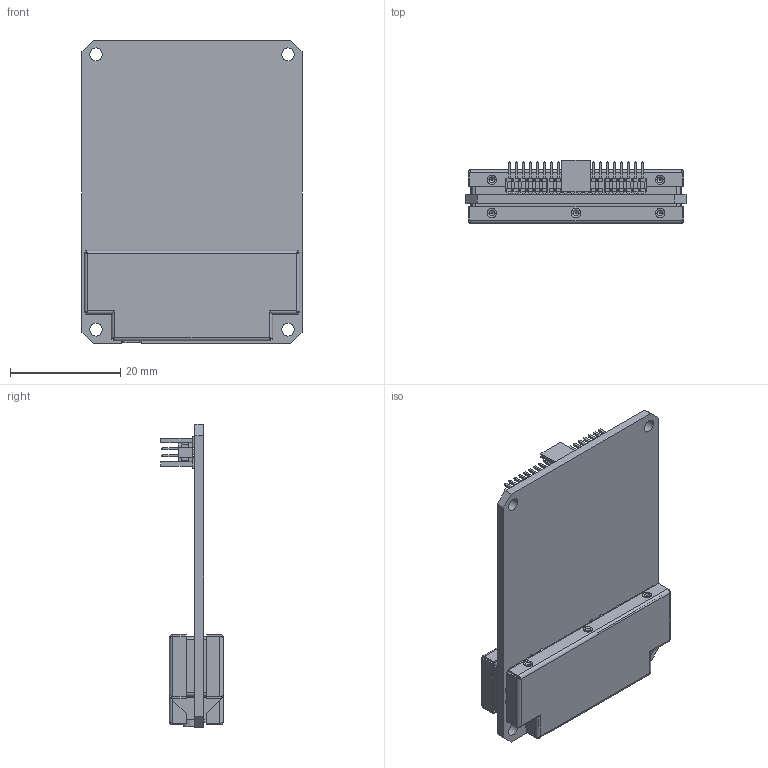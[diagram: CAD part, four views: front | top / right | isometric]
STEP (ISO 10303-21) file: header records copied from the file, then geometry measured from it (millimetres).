
FILE_DESCRIPTION((''),'2;1');
FILE_NAME('05-571501-01_TR-G2_RF_BOARD_ASM','2016-07-14T',('BShumkin'),(''),'CREO PARAMETRIC BY PTC INC, 2016050','CREO PARAMETRIC BY PTC INC, 2016050','');
FILE_SCHEMA(('AUTOMOTIVE_DESIGN { 1 0 10303 214 1 1 1 1 }'));
Length unit declared in the file: inch
Products named in the file (11): 06-571501-01_TR-G2_RF_PCB; 280103LF_MMCX_PCB_JACK_EM; 09-571501-01_TR-G2_TOP_WALL; 09-571501-02_TR-G2_BTM_WALL; 09-571501-03_TR-G2_TOP_CAP; T-1S15_FTSH-01-DV; FTSHD; SM-XXX; C3DFTSH-XCN; FTSH-120-01-L-DV-K-A_ASM; 05-571501-01_TR-G2_RF_BOARD_ASM
Assembly tree (51 placements, depth 3):
  05-571501-01_TR-G2_RF_BOARD_ASM
    06-571501-01_TR-G2_RF_PCB
    280103LF_MMCX_PCB_JACK_EM
    09-571501-01_TR-G2_TOP_WALL
    09-571501-02_TR-G2_BTM_WALL
    09-571501-03_TR-G2_TOP_CAP  x2
    FTSH-120-01-L-DV-K-A_ASM
      T-1S15_FTSH-01-DV  x40
      FTSHD
      SM-XXX  x2
      C3DFTSH-XCN
Bounding box: 39.88 x 11.35 x 54.99 mm (x, y, z)
Volume: 4594.8 mm3; surface area: 11719.5 mm2
Topology: 56 solids, 57 shells, 2821 faces, 7032 edges, 4290 vertices
Faces by surface type: plane 2276, cylinder 264, torus 116, sphere 79, cone 54, bspline 32
Entity records: 82643 total; most frequent: CARTESIAN_POINT 12195, ORIENTED_EDGE 10788, DIRECTION 10424, PRESENTATION_STYLE_ASSIGNMENT 5396, STYLED_ITEM 5396, EDGE_CURVE 5395, CURVE_STYLE 5365, VECTOR 4698
